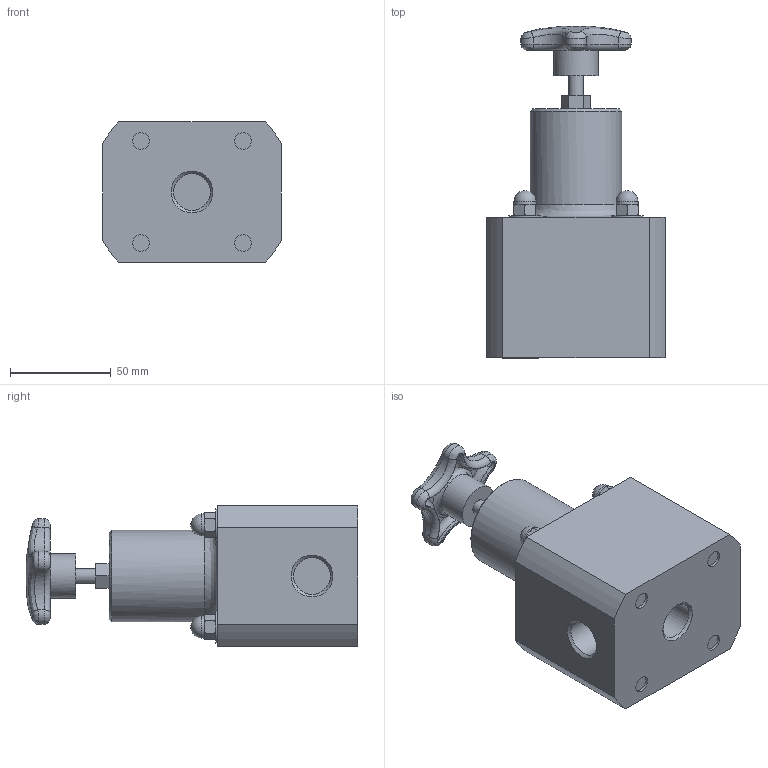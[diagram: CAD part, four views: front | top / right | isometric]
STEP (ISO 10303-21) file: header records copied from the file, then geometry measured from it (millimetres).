
FILE_DESCRIPTION((''),'2;1');
FILE_NAME('TVPR50-SS-G_R0.ipt.stp','2017-04-04T12:16:50',(''),(''),'Autodesk Inventor 2009','Autodesk Inventor 2009','');
FILE_SCHEMA(('AUTOMOTIVE_DESIGN { 1 0 10303 214 1 1 1 1 }'));
Length unit declared in the file: inch
Products named in the file (1): TVPR50-SS-G_R0
Bounding box: 88.9 x 165.09 x 69.85 mm (x, y, z)
Volume: 523210.7 mm3; surface area: 52815.3 mm2
Topology: 1 solids, 10 shells, 338 faces, 796 edges, 486 vertices
Faces by surface type: plane 131, bspline 105, cylinder 50, cone 20, sphere 17, torus 15
Full cylindrical faces by diameter (mm): 4.445 x4, 7.442 x1, 10.998 x4, 15.875 x4, 18.256 x3, 22.098 x1, 45.72 x1, 60.325 x1, 60.96 x1
Entity records: 13640 total; most frequent: CARTESIAN_POINT 6508, ORIENTED_EDGE 1448, DIRECTION 1334, EDGE_CURVE 724, AXIS2_PLACEMENT_3D 579, VERTEX_POINT 471, EDGE_LOOP 413, CIRCLE 345
